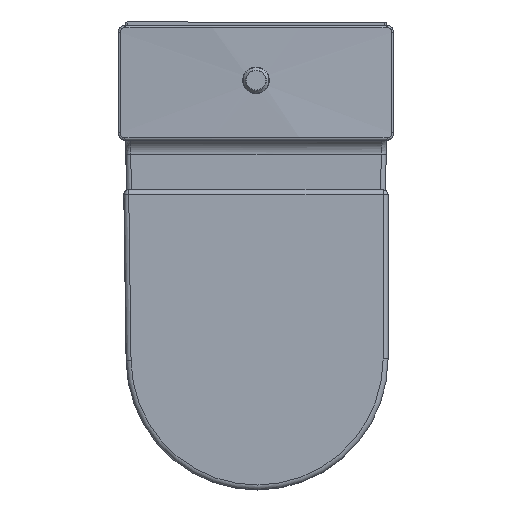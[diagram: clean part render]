
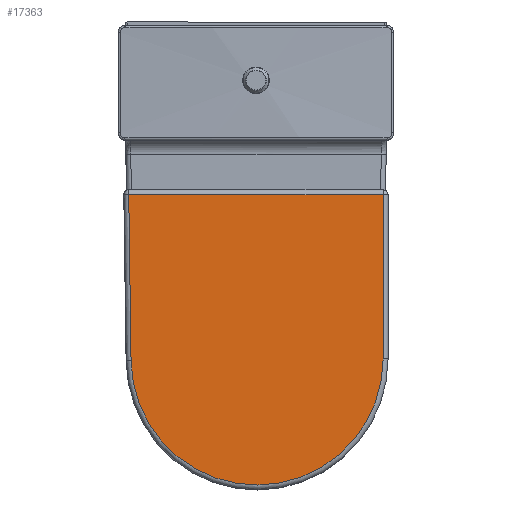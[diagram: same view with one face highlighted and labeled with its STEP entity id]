
A CAD part, top view. The second image highlights one B-rep face of the part: STEP entity #17363.
In plain terms, the highlighted planar face has unit normal (0, 0, 1).
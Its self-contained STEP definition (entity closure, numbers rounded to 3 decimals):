
#17099=CARTESIAN_POINT('',(-1.234,7.991,35.0));
#17100=VERTEX_POINT('',#17099);
#17108=CARTESIAN_POINT('',(233.267,9.617,35.0));
#17109=VERTEX_POINT('',#17108);
#17110=CARTESIAN_POINT('',(-1.234,7.991,35.0));
#17111=DIRECTION('',(1.,0.007,0.0));
#17112=VECTOR('',#17111,234.507);
#17113=LINE('',#17110,#17112);
#17114=EDGE_CURVE('',#17100,#17109,#17113,.T.);
#17141=CARTESIAN_POINT('',(-1.236,-347.991,35.0));
#17142=VERTEX_POINT('',#17141);
#17150=CARTESIAN_POINT('',(0.,-170.,35.0));
#17151=DIRECTION('',(0.0,0.0,-1.0));
#17152=DIRECTION('',(-1.,0.,0.0));
#17153=AXIS2_PLACEMENT_3D('',#17150,#17151,#17152);
#17154=CIRCLE('',#17153,177.996);
#17155=EDGE_CURVE('',#17142,#17100,#17154,.T.);
#17175=CARTESIAN_POINT('',(230.773,-349.603,35.0));
#17176=VERTEX_POINT('',#17175);
#17184=CARTESIAN_POINT('',(230.773,-349.603,35.0));
#17185=DIRECTION('',(-1.,0.007,0.0));
#17186=VECTOR('',#17185,232.014);
#17187=LINE('',#17184,#17186);
#17188=EDGE_CURVE('',#17176,#17142,#17187,.T.);
#17229=CARTESIAN_POINT('',(233.267,9.617,35.0));
#17230=DIRECTION('',(-0.007,-1.,0.0));
#17231=VECTOR('',#17230,359.228);
#17232=LINE('',#17229,#17231);
#17233=EDGE_CURVE('',#17109,#17176,#17232,.T.);
#17352=CARTESIAN_POINT('',(80.239,-169.678,35.0));
#17353=DIRECTION('',(0.0,0.0,1.0));
#17354=DIRECTION('',(1.0,0.0,0.0));
#17355=AXIS2_PLACEMENT_3D('',#17352,#17353,#17354);
#17356=PLANE('',#17355);
#17357=ORIENTED_EDGE('',*,*,#17114,.F.);
#17358=ORIENTED_EDGE('',*,*,#17155,.F.);
#17359=ORIENTED_EDGE('',*,*,#17188,.F.);
#17360=ORIENTED_EDGE('',*,*,#17233,.F.);
#17361=EDGE_LOOP('',(#17357,#17358,#17359,#17360));
#17362=FACE_OUTER_BOUND('',#17361,.T.);
#17363=ADVANCED_FACE('',(#17362),#17356,.T.);
